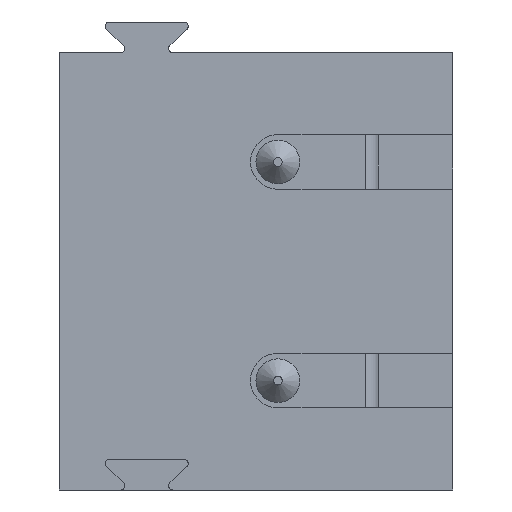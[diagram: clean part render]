
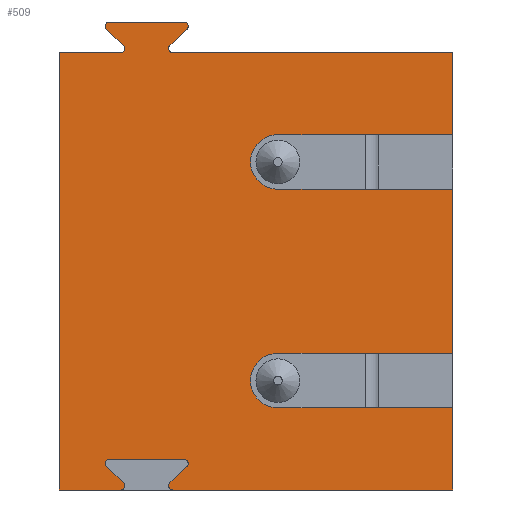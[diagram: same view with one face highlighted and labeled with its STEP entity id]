
A CAD part, front view. The second image highlights one B-rep face of the part: STEP entity #509.
In plain terms, the highlighted planar face has unit normal (0, -1, 0).
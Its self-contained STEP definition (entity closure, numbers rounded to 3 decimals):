
#84=CARTESIAN_POINT('',(-2.4,0.0,-7.5));
#85=VERTEX_POINT('',#84);
#92=CARTESIAN_POINT('',(-2.468,0.0,-7.326));
#93=VERTEX_POINT('',#92);
#94=CARTESIAN_POINT('',(-2.4,0.,-7.4));
#95=DIRECTION('',(0.0,-1.0,0.0));
#96=DIRECTION('',(0.0,0.0,1.0));
#97=AXIS2_PLACEMENT_3D('',#94,#95,#96);
#98=CIRCLE('',#97,0.1);
#99=EDGE_CURVE('',#93,#85,#98,.T.);
#124=CARTESIAN_POINT('',(-2.082,0.0,-6.974));
#125=VERTEX_POINT('',#124);
#126=CARTESIAN_POINT('',(-2.082,0.0,-6.974));
#127=DIRECTION('',(-0.738,0.0,-0.675));
#128=VECTOR('',#127,0.522);
#129=LINE('',#126,#128);
#130=EDGE_CURVE('',#125,#93,#129,.T.);
#156=CARTESIAN_POINT('',(-2.15,0.0,-6.8));
#157=VERTEX_POINT('',#156);
#158=CARTESIAN_POINT('',(-2.15,0.,-6.9));
#159=DIRECTION('',(0.0,1.0,0.0));
#160=DIRECTION('',(0.0,0.0,1.0));
#161=AXIS2_PLACEMENT_3D('',#158,#159,#160);
#162=CIRCLE('',#161,0.1);
#163=EDGE_CURVE('',#157,#125,#162,.T.);
#188=CARTESIAN_POINT('',(-3.85,0.0,-6.8));
#189=VERTEX_POINT('',#188);
#190=CARTESIAN_POINT('',(-3.85,0.0,-6.8));
#191=DIRECTION('',(1.0,0.0,0.0));
#192=VECTOR('',#191,1.7);
#193=LINE('',#190,#192);
#194=EDGE_CURVE('',#189,#157,#193,.T.);
#220=CARTESIAN_POINT('',(-3.918,0.0,-6.974));
#221=VERTEX_POINT('',#220);
#222=CARTESIAN_POINT('',(-3.85,0.,-6.9));
#223=DIRECTION('',(0.0,1.0,0.0));
#224=DIRECTION('',(-0.675,0.0,-0.738));
#225=AXIS2_PLACEMENT_3D('',#222,#223,#224);
#226=CIRCLE('',#225,0.1);
#227=EDGE_CURVE('',#221,#189,#226,.T.);
#252=CARTESIAN_POINT('',(-3.532,0.0,-7.326));
#253=VERTEX_POINT('',#252);
#254=CARTESIAN_POINT('',(-3.532,0.0,-7.326));
#255=DIRECTION('',(-0.738,0.0,0.675));
#256=VECTOR('',#255,0.522);
#257=LINE('',#254,#256);
#258=EDGE_CURVE('',#253,#221,#257,.T.);
#284=CARTESIAN_POINT('',(-3.6,0.0,-7.5));
#285=VERTEX_POINT('',#284);
#286=CARTESIAN_POINT('',(-3.6,0.,-7.4));
#287=DIRECTION('',(0.0,-1.,0.0));
#288=DIRECTION('',(-0.675,0.0,-0.738));
#289=AXIS2_PLACEMENT_3D('',#286,#287,#288);
#290=CIRCLE('',#289,0.1);
#291=EDGE_CURVE('',#285,#253,#290,.T.);
#323=CARTESIAN_POINT('',(4.,0.,0.0));
#324=DIRECTION('',(0.0,-1.0,0.0));
#325=DIRECTION('',(0.0,0.0,-1.0));
#326=AXIS2_PLACEMENT_3D('',#323,#324,#325);
#327=PLANE('',#326);
#328=ORIENTED_EDGE('',*,*,#291,.T.);
#329=ORIENTED_EDGE('',*,*,#258,.T.);
#330=ORIENTED_EDGE('',*,*,#227,.T.);
#331=ORIENTED_EDGE('',*,*,#194,.T.);
#332=ORIENTED_EDGE('',*,*,#163,.T.);
#333=ORIENTED_EDGE('',*,*,#130,.T.);
#334=ORIENTED_EDGE('',*,*,#99,.T.);
#335=CARTESIAN_POINT('',(4.,0.,-7.5));
#336=VERTEX_POINT('',#335);
#337=CARTESIAN_POINT('',(4.,0.,-7.5));
#338=DIRECTION('',(-1.0,0.0,0.0));
#339=VECTOR('',#338,6.4);
#340=LINE('',#337,#339);
#341=EDGE_CURVE('',#336,#85,#340,.T.);
#342=ORIENTED_EDGE('',*,*,#341,.F.);
#343=CARTESIAN_POINT('',(4.,0.,-5.625));
#344=VERTEX_POINT('',#343);
#345=CARTESIAN_POINT('',(4.,0.,-5.625));
#346=DIRECTION('',(0.0,0.0,-1.0));
#347=VECTOR('',#346,1.875);
#348=LINE('',#345,#347);
#349=EDGE_CURVE('',#344,#336,#348,.T.);
#350=ORIENTED_EDGE('',*,*,#349,.F.);
#351=CARTESIAN_POINT('',(0.0,0.,-5.625));
#352=VERTEX_POINT('',#351);
#353=CARTESIAN_POINT('',(4.,0.,-5.625));
#354=DIRECTION('',(-1.0,0.0,0.0));
#355=VECTOR('',#354,4.);
#356=LINE('',#353,#355);
#357=EDGE_CURVE('',#344,#352,#356,.T.);
#358=ORIENTED_EDGE('',*,*,#357,.T.);
#359=CARTESIAN_POINT('',(0.0,0.,-4.375));
#360=VERTEX_POINT('',#359);
#361=CARTESIAN_POINT('',(0.0,0.,-5.0));
#362=DIRECTION('',(0.0,1.0,0.0));
#363=DIRECTION('',(0.0,0.0,1.0));
#364=AXIS2_PLACEMENT_3D('',#361,#362,#363);
#365=CIRCLE('',#364,0.625);
#366=EDGE_CURVE('',#352,#360,#365,.T.);
#367=ORIENTED_EDGE('',*,*,#366,.T.);
#368=CARTESIAN_POINT('',(4.,0.,-4.375));
#369=VERTEX_POINT('',#368);
#370=CARTESIAN_POINT('',(0.0,0.,-4.375));
#371=DIRECTION('',(1.0,0.0,0.0));
#372=VECTOR('',#371,4.);
#373=LINE('',#370,#372);
#374=EDGE_CURVE('',#360,#369,#373,.T.);
#375=ORIENTED_EDGE('',*,*,#374,.T.);
#376=CARTESIAN_POINT('',(4.,0.,-0.625));
#377=VERTEX_POINT('',#376);
#378=CARTESIAN_POINT('',(4.,0.,-0.625));
#379=DIRECTION('',(0.0,0.0,-1.0));
#380=VECTOR('',#379,3.75);
#381=LINE('',#378,#380);
#382=EDGE_CURVE('',#377,#369,#381,.T.);
#383=ORIENTED_EDGE('',*,*,#382,.F.);
#384=CARTESIAN_POINT('',(0.0,0.,-0.625));
#385=VERTEX_POINT('',#384);
#386=CARTESIAN_POINT('',(4.,0.,-0.625));
#387=DIRECTION('',(-1.0,0.0,0.0));
#388=VECTOR('',#387,4.);
#389=LINE('',#386,#388);
#390=EDGE_CURVE('',#377,#385,#389,.T.);
#391=ORIENTED_EDGE('',*,*,#390,.T.);
#392=CARTESIAN_POINT('',(0.0,0.,0.625));
#393=VERTEX_POINT('',#392);
#394=CARTESIAN_POINT('',(0.0,0.,0.0));
#395=DIRECTION('',(0.0,1.0,0.0));
#396=DIRECTION('',(0.0,0.0,1.0));
#397=AXIS2_PLACEMENT_3D('',#394,#395,#396);
#398=CIRCLE('',#397,0.625);
#399=EDGE_CURVE('',#385,#393,#398,.T.);
#400=ORIENTED_EDGE('',*,*,#399,.T.);
#401=CARTESIAN_POINT('',(4.,0.,0.625));
#402=VERTEX_POINT('',#401);
#403=CARTESIAN_POINT('',(0.0,0.,0.625));
#404=DIRECTION('',(1.0,0.0,0.0));
#405=VECTOR('',#404,4.);
#406=LINE('',#403,#405);
#407=EDGE_CURVE('',#393,#402,#406,.T.);
#408=ORIENTED_EDGE('',*,*,#407,.T.);
#409=CARTESIAN_POINT('',(4.,0.,2.5));
#410=VERTEX_POINT('',#409);
#411=CARTESIAN_POINT('',(4.,0.,2.5));
#412=DIRECTION('',(0.0,0.0,-1.0));
#413=VECTOR('',#412,1.875);
#414=LINE('',#411,#413);
#415=EDGE_CURVE('',#410,#402,#414,.T.);
#416=ORIENTED_EDGE('',*,*,#415,.F.);
#417=CARTESIAN_POINT('',(-2.4,0.0,2.5));
#418=VERTEX_POINT('',#417);
#419=CARTESIAN_POINT('',(4.,0.,2.5));
#420=DIRECTION('',(-1.0,0.0,0.0));
#421=VECTOR('',#420,6.4);
#422=LINE('',#419,#421);
#423=EDGE_CURVE('',#410,#418,#422,.T.);
#424=ORIENTED_EDGE('',*,*,#423,.T.);
#425=CARTESIAN_POINT('',(-2.468,0.0,2.674));
#426=VERTEX_POINT('',#425);
#427=CARTESIAN_POINT('',(-2.4,0.0,2.6));
#428=DIRECTION('',(0.0,1.0,0.0));
#429=DIRECTION('',(0.0,0.0,-1.0));
#430=AXIS2_PLACEMENT_3D('',#427,#428,#429);
#431=CIRCLE('',#430,0.1);
#432=EDGE_CURVE('',#418,#426,#431,.T.);
#433=ORIENTED_EDGE('',*,*,#432,.T.);
#434=CARTESIAN_POINT('',(-2.082,0.0,3.026));
#435=VERTEX_POINT('',#434);
#436=CARTESIAN_POINT('',(-2.468,0.0,2.674));
#437=DIRECTION('',(0.738,0.0,0.675));
#438=VECTOR('',#437,0.522);
#439=LINE('',#436,#438);
#440=EDGE_CURVE('',#426,#435,#439,.T.);
#441=ORIENTED_EDGE('',*,*,#440,.T.);
#442=CARTESIAN_POINT('',(-2.15,0.0,3.2));
#443=VERTEX_POINT('',#442);
#444=CARTESIAN_POINT('',(-2.15,0.0,3.1));
#445=DIRECTION('',(0.0,-1.0,0.0));
#446=DIRECTION('',(0.0,0.0,-1.0));
#447=AXIS2_PLACEMENT_3D('',#444,#445,#446);
#448=CIRCLE('',#447,0.1);
#449=EDGE_CURVE('',#435,#443,#448,.T.);
#450=ORIENTED_EDGE('',*,*,#449,.T.);
#451=CARTESIAN_POINT('',(-3.85,0.0,3.2));
#452=VERTEX_POINT('',#451);
#453=CARTESIAN_POINT('',(-2.15,0.0,3.2));
#454=DIRECTION('',(-1.0,0.0,0.0));
#455=VECTOR('',#454,1.7);
#456=LINE('',#453,#455);
#457=EDGE_CURVE('',#443,#452,#456,.T.);
#458=ORIENTED_EDGE('',*,*,#457,.T.);
#459=CARTESIAN_POINT('',(-3.918,0.0,3.026));
#460=VERTEX_POINT('',#459);
#461=CARTESIAN_POINT('',(-3.85,0.0,3.1));
#462=DIRECTION('',(0.0,-1.0,0.0));
#463=DIRECTION('',(0.675,0.0,0.738));
#464=AXIS2_PLACEMENT_3D('',#461,#462,#463);
#465=CIRCLE('',#464,0.1);
#466=EDGE_CURVE('',#452,#460,#465,.T.);
#467=ORIENTED_EDGE('',*,*,#466,.T.);
#468=CARTESIAN_POINT('',(-3.532,0.0,2.674));
#469=VERTEX_POINT('',#468);
#470=CARTESIAN_POINT('',(-3.918,0.0,3.026));
#471=DIRECTION('',(0.738,0.0,-0.675));
#472=VECTOR('',#471,0.522);
#473=LINE('',#470,#472);
#474=EDGE_CURVE('',#460,#469,#473,.T.);
#475=ORIENTED_EDGE('',*,*,#474,.T.);
#476=CARTESIAN_POINT('',(-3.6,0.0,2.5));
#477=VERTEX_POINT('',#476);
#478=CARTESIAN_POINT('',(-3.6,0.0,2.6));
#479=DIRECTION('',(0.0,1.,0.0));
#480=DIRECTION('',(0.675,0.0,0.738));
#481=AXIS2_PLACEMENT_3D('',#478,#479,#480);
#482=CIRCLE('',#481,0.1);
#483=EDGE_CURVE('',#469,#477,#482,.T.);
#484=ORIENTED_EDGE('',*,*,#483,.T.);
#485=CARTESIAN_POINT('',(-5.0,0.,2.5));
#486=VERTEX_POINT('',#485);
#487=CARTESIAN_POINT('',(-3.6,0.0,2.5));
#488=DIRECTION('',(-1.0,0.0,0.0));
#489=VECTOR('',#488,1.4);
#490=LINE('',#487,#489);
#491=EDGE_CURVE('',#477,#486,#490,.T.);
#492=ORIENTED_EDGE('',*,*,#491,.T.);
#493=CARTESIAN_POINT('',(-5.0,0.,-7.5));
#494=VERTEX_POINT('',#493);
#495=CARTESIAN_POINT('',(-5.0,0.,-7.5));
#496=DIRECTION('',(0.0,0.0,1.0));
#497=VECTOR('',#496,10.0);
#498=LINE('',#495,#497);
#499=EDGE_CURVE('',#494,#486,#498,.T.);
#500=ORIENTED_EDGE('',*,*,#499,.F.);
#501=CARTESIAN_POINT('',(-3.6,0.0,-7.5));
#502=DIRECTION('',(-1.0,0.0,0.0));
#503=VECTOR('',#502,1.4);
#504=LINE('',#501,#503);
#505=EDGE_CURVE('',#285,#494,#504,.T.);
#506=ORIENTED_EDGE('',*,*,#505,.F.);
#507=EDGE_LOOP('',(#328,#329,#330,#331,#332,#333,#334,#342,#350,#358,#367,#375,#383,#391,#400,#408,#416,#424,#433,#441,#450,#458,#467,#475,#484,#492,#500,#506));
#508=FACE_OUTER_BOUND('',#507,.T.);
#509=ADVANCED_FACE('',(#508),#327,.T.);
